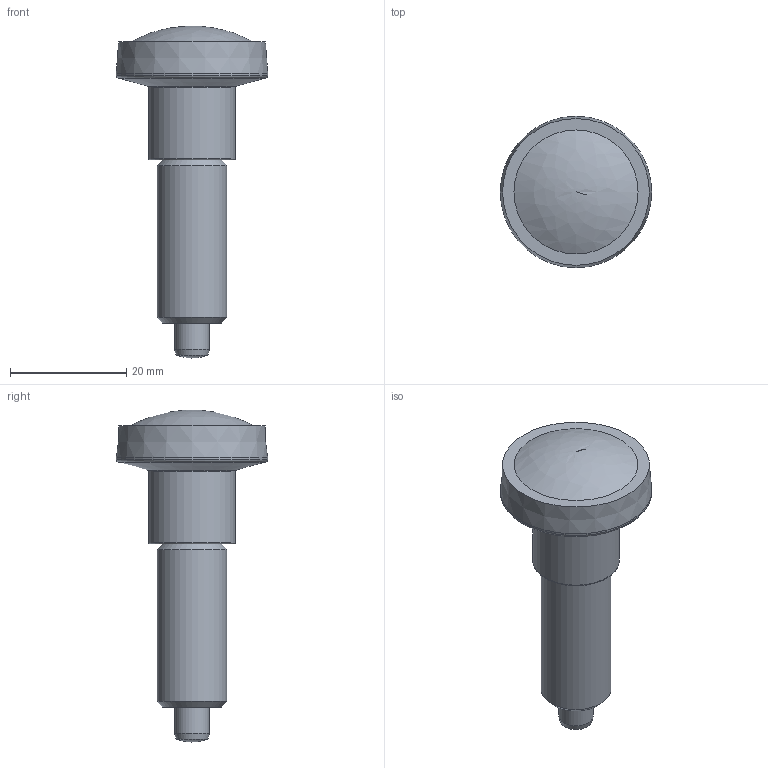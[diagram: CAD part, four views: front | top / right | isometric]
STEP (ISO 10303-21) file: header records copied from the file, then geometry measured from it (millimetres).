
FILE_DESCRIPTION( ( 'Unknown' ), '1' );
FILE_NAME( '6394010_PNC_26.stp', 'Unknown', ( 'Unknown' ), ( 'Unknown' ), 'PSStep 14.0', 'Unknown', ' ' );
FILE_SCHEMA( ( 'AUTOMOTIVE_DESIGN { 1 0 10303 214 1 1 1 1 }' ) );
Length unit declared in the file: millimetre
Products named in the file (1): 8900443
Bounding box: 26 x 26 x 57 mm (x, y, z)
Volume: 9290.6 mm3; surface area: 4237.8 mm2
Topology: 1 solids, 8 shells, 48 faces, 97 edges, 61 vertices
Faces by surface type: cone 16, cylinder 14, plane 12, torus 4, bspline 1, sphere 1
Full cylindrical faces by diameter (mm): 5.5 x1, 5.65 x5, 6 x3, 8 x2, 12 x1, 14.93 x1, 26 x1
Entity records: 1395 total; most frequent: DIRECTION 190, CARTESIAN_POINT 171, AXIS2_PLACEMENT_3D 95, EDGE_LOOP 94, ORIENTED_EDGE 94, FACE_OUTER_BOUND 66, STYLED_ITEM 48, PRESENTATION_STYLE_ASSIGNMENT 48
